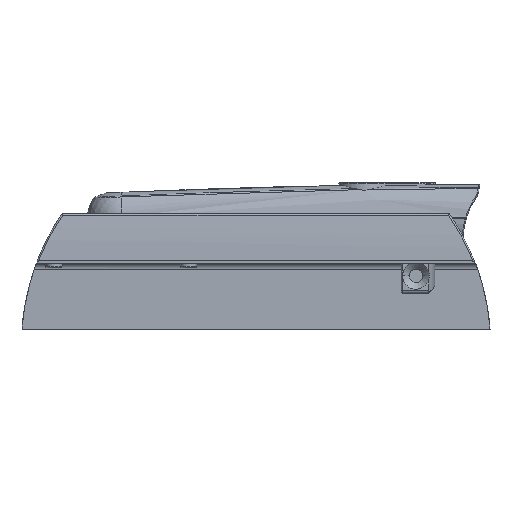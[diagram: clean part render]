
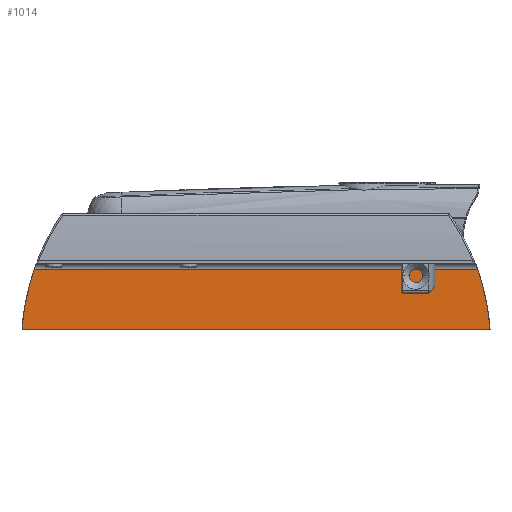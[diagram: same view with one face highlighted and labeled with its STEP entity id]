
A CAD part, left-side view. The second image highlights one B-rep face of the part: STEP entity #1014.
In plain terms, the highlighted planar face has unit normal (-1, 0, 0).
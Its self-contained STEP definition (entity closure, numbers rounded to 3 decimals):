
#1014=ADVANCED_FACE('',(#2889),#2890,.T.);
#2889=FACE_OUTER_BOUND('',#5672,.T.);
#2890=PLANE('',#5673);
#5672=EDGE_LOOP('',(#21354,#21355,#21356,#21357));
#5673=AXIS2_PLACEMENT_3D('',#21358,#21359,#21360);
#21354=ORIENTED_EDGE('',*,*,#29063,.T.);
#21355=ORIENTED_EDGE('',*,*,#29064,.T.);
#21356=ORIENTED_EDGE('',*,*,#29065,.T.);
#21357=ORIENTED_EDGE('',*,*,#29066,.T.);
#21358=CARTESIAN_POINT('',(30.419,87.0,0.0));
#21359=DIRECTION('',(-1.0,0.0,0.0));
#21360=DIRECTION('',(0.0,-1.0,0.0));
#29063=EDGE_CURVE('',#32279,#32280,#32281,.T.);
#29064=EDGE_CURVE('',#32280,#32282,#32283,.T.);
#29065=EDGE_CURVE('',#32282,#32284,#32285,.T.);
#29066=EDGE_CURVE('',#32284,#32279,#32286,.T.);
#32279=VERTEX_POINT('',#36896);
#32280=VERTEX_POINT('',#36897);
#32281=CIRCLE('',#36898,87.9);
#32282=VERTEX_POINT('',#36899);
#32283=LINE('',#36900,#36901);
#32284=VERTEX_POINT('',#36902);
#32285=CIRCLE('',#36903,87.9);
#32286=LINE('',#36904,#36905);
#36896=CARTESIAN_POINT('',(30.419,169.468,22.1));
#36897=CARTESIAN_POINT('',(30.419,174.0,0.0));
#36898=AXIS2_PLACEMENT_3D('',#57143,#57144,#57145);
#36899=CARTESIAN_POINT('',(30.419,0.0,0.0));
#36900=CARTESIAN_POINT('',(30.419,87.0,0.0));
#36901=VECTOR('',#57146,1000.0);
#36902=CARTESIAN_POINT('',(30.419,4.532,22.1));
#36903=AXIS2_PLACEMENT_3D('',#57147,#57148,#57149);
#36904=CARTESIAN_POINT('',(30.419,87.0,22.1));
#36905=VECTOR('',#57150,1000.0);
#57143=CARTESIAN_POINT('',(30.419,86.338,-6.464));
#57144=DIRECTION('',(-1.0,0.0,0.0));
#57145=DIRECTION('',(0.0,-1.0,0.0));
#57146=DIRECTION('',(0.0,-1.0,0.0));
#57147=CARTESIAN_POINT('',(30.419,87.662,-6.464));
#57148=DIRECTION('',(-1.0,0.0,0.0));
#57149=DIRECTION('',(0.0,-1.0,0.0));
#57150=DIRECTION('',(0.0,1.0,0.0));
